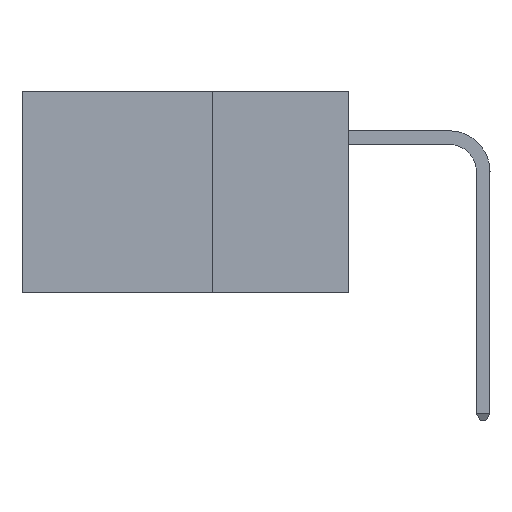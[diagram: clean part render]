
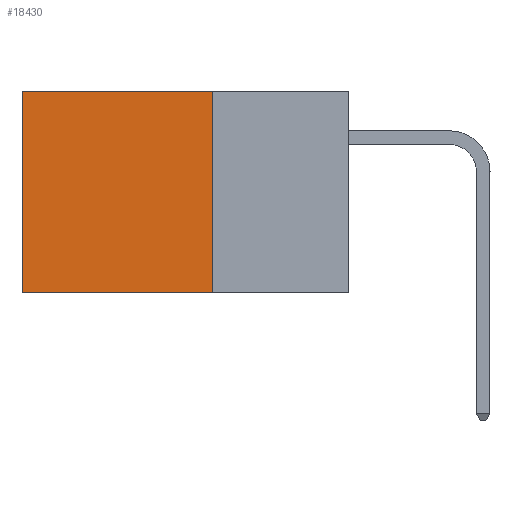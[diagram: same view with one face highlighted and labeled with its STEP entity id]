
A CAD part, left-side view. The second image highlights one B-rep face of the part: STEP entity #18430.
In plain terms, the highlighted planar face has unit normal (-1, 0, 0).
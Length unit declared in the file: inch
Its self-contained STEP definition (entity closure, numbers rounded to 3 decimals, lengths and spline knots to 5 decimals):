
#1276 = EDGE_CURVE ( 'NONE', #3717, #32697, #32720, .T. ) ;
#3048 = LINE ( 'NONE', #11950, #18419 ) ;
#3717 = VERTEX_POINT ( 'NONE', #16160 ) ;
#4616 = LINE ( 'NONE', #42225, #14191 ) ;
#5226 = CARTESIAN_POINT ( 'NONE',  ( 0.2875, 0.6, 0. ) ) ;
#5717 = PLANE ( 'NONE',  #40097 ) ;
#6258 = DIRECTION ( 'NONE',  ( 0., 0., -1. ) ) ;
#10830 = VERTEX_POINT ( 'NONE', #26288 ) ;
#11950 = CARTESIAN_POINT ( 'NONE',  ( 0.2875, 0.25, -0.37 ) ) ;
#12022 = CARTESIAN_POINT ( 'NONE',  ( 0.2875, 0.6, 0. ) ) ;
#12318 = DIRECTION ( 'NONE',  ( 0., 0., -1. ) ) ;
#12777 = ORIENTED_EDGE ( 'NONE', *, *, #19386, .F. ) ;
#14191 = VECTOR ( 'NONE', #15319, 39.37008 ) ;
#14621 = EDGE_CURVE ( 'NONE', #3717, #16266, #4616, .T. ) ;
#15319 = DIRECTION ( 'NONE',  ( 0., 1., 0. ) ) ;
#16160 = CARTESIAN_POINT ( 'NONE',  ( 0.2875, 0.25, 0. ) ) ;
#16266 = VERTEX_POINT ( 'NONE', #5226 ) ;
#18419 = VECTOR ( 'NONE', #38719, 39.37008 ) ;
#18430 = ADVANCED_FACE ( 'NONE', ( #43573 ), #5717, .F. ) ;
#19386 = EDGE_CURVE ( 'NONE', #32697, #10830, #3048, .T. ) ;
#19597 = CARTESIAN_POINT ( 'NONE',  ( 0.2875, 0.25, 0. ) ) ;
#21135 = ORIENTED_EDGE ( 'NONE', *, *, #1276, .F. ) ;
#22916 = CARTESIAN_POINT ( 'NONE',  ( 0.2875, 0.25, -0.37 ) ) ;
#23658 = VECTOR ( 'NONE', #6258, 39.37008 ) ;
#23764 = ORIENTED_EDGE ( 'NONE', *, *, #29399, .T. ) ;
#25979 = ORIENTED_EDGE ( 'NONE', *, *, #14621, .T. ) ;
#26288 = CARTESIAN_POINT ( 'NONE',  ( 0.2875, 0.6, -0.37 ) ) ;
#26792 = DIRECTION ( 'NONE',  ( 0., 0., -1. ) ) ;
#27248 = DIRECTION ( 'NONE',  ( 1., 0., 0. ) ) ;
#29399 = EDGE_CURVE ( 'NONE', #16266, #10830, #36769, .T. ) ;
#32697 = VERTEX_POINT ( 'NONE', #22916 ) ;
#32720 = LINE ( 'NONE', #19597, #23658 ) ;
#33017 = VECTOR ( 'NONE', #12318, 39.37008 ) ;
#36769 = LINE ( 'NONE', #12022, #33017 ) ;
#37913 = EDGE_LOOP ( 'NONE', ( #23764, #12777, #21135, #25979 ) ) ;
#38719 = DIRECTION ( 'NONE',  ( 0., 1., 0. ) ) ;
#39751 = CARTESIAN_POINT ( 'NONE',  ( 0.2875, 0.25, 0. ) ) ;
#40097 = AXIS2_PLACEMENT_3D ( 'NONE', #39751, #27248, #26792 ) ;
#42225 = CARTESIAN_POINT ( 'NONE',  ( 0.2875, 0.25, 0. ) ) ;
#43573 = FACE_OUTER_BOUND ( 'NONE', #37913, .T. ) ;
